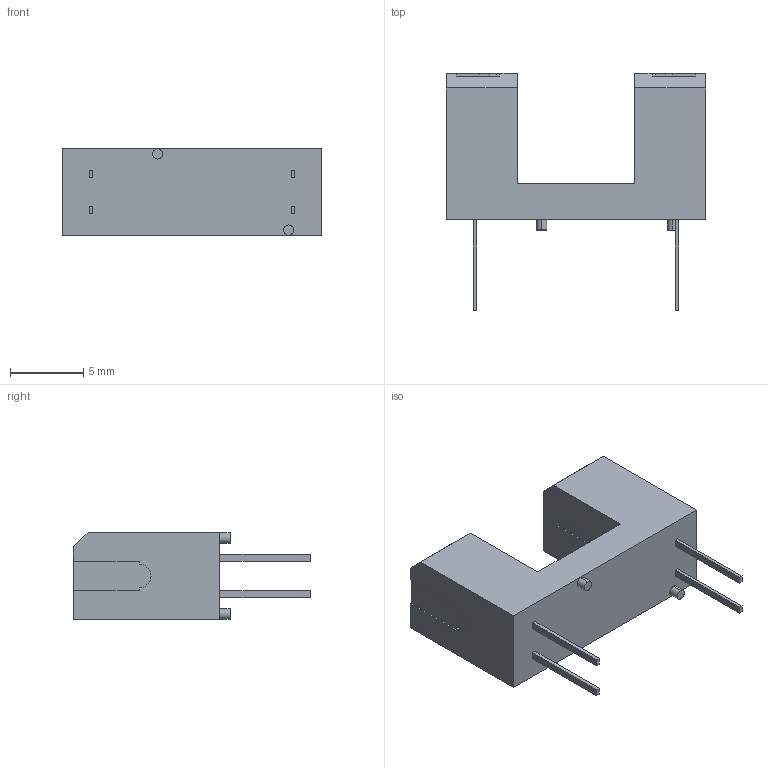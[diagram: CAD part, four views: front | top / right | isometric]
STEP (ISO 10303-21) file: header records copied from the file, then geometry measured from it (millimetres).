
FILE_DESCRIPTION (( 'STEP AP203' ), '1' );
FILE_NAME ('EE_SX1070.step', '2015-01-29T09:11:23', ( 'OSMC1.0 ' ), ( ' ' ), 'SwSTEP 2.0', 'SolidWorks 2002025', '' );
FILE_SCHEMA (( 'CONFIG_CONTROL_DESIGN' ));
Length unit declared in the file: millimetre
Products named in the file (1): EE_SX1070
Bounding box: 17.7 x 16.2 x 6 mm (x, y, z)
Volume: 692.4 mm3; surface area: 701.9 mm2
Topology: 1 solids, 1 shells, 84 faces, 222 edges, 148 vertices
Faces by surface type: plane 78, cylinder 6
Entity records: 2635 total; most frequent: CARTESIAN_POINT 455, ORIENTED_EDGE 444, DIRECTION 404, EDGE_CURVE 222, LINE 210, VECTOR 210, VERTEX_POINT 148, AXIS2_PLACEMENT_3D 97
